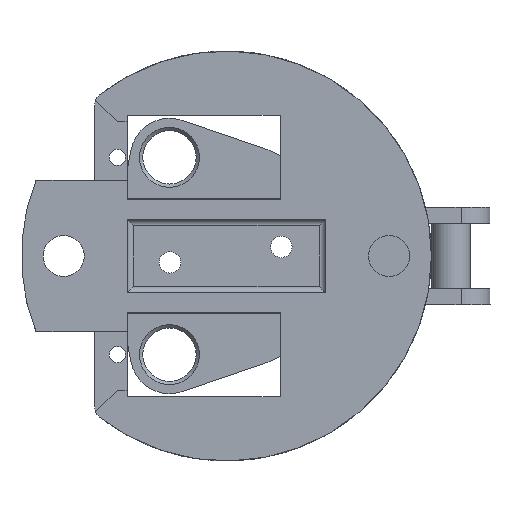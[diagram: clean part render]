
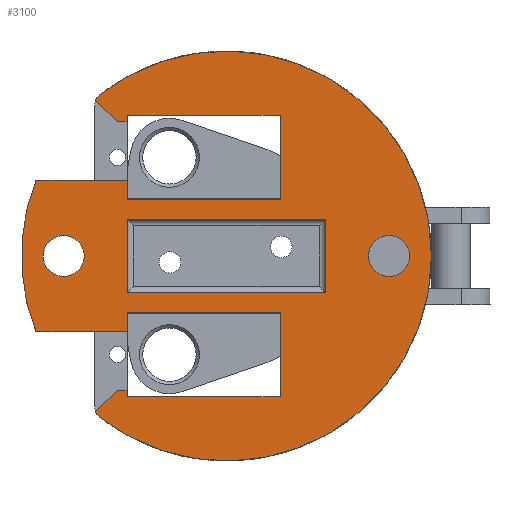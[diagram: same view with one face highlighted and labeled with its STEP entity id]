
A CAD part, front view. The second image highlights one B-rep face of the part: STEP entity #3100.
In plain terms, the highlighted planar face has unit normal (0, -1, 0).
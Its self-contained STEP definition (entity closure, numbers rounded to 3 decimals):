
#74=FACE_BOUND('',#367,.T.);
#75=FACE_BOUND('',#368,.T.);
#76=FACE_BOUND('',#369,.T.);
#109=PLANE('',#3306);
#203=FACE_OUTER_BOUND('',#366,.T.);
#366=EDGE_LOOP('',(#2114,#2115,#2116,#2117,#2118,#2119,#2120,#2121,#2122,
#2123,#2124,#2125,#2126,#2127,#2128,#2129,#2130,#2131,#2132,#2133));
#367=EDGE_LOOP('',(#2134));
#368=EDGE_LOOP('',(#2135));
#369=EDGE_LOOP('',(#2136,#2137,#2138,#2139));
#564=LINE('',#4535,#893);
#565=LINE('',#4537,#894);
#566=LINE('',#4539,#895);
#567=LINE('',#4541,#896);
#568=LINE('',#4543,#897);
#569=LINE('',#4545,#898);
#570=LINE('',#4547,#899);
#571=LINE('',#4549,#900);
#572=LINE('',#4553,#901);
#573=LINE('',#4555,#902);
#574=LINE('',#4557,#903);
#575=LINE('',#4559,#904);
#576=LINE('',#4561,#905);
#577=LINE('',#4563,#906);
#578=LINE('',#4565,#907);
#579=LINE('',#4566,#908);
#580=LINE('',#4569,#909);
#581=LINE('',#4571,#910);
#582=LINE('',#4573,#911);
#583=LINE('',#4574,#912);
#893=VECTOR('',#3619,10.);
#894=VECTOR('',#3620,10.);
#895=VECTOR('',#3621,10.);
#896=VECTOR('',#3622,10.);
#897=VECTOR('',#3623,10.);
#898=VECTOR('',#3624,10.);
#899=VECTOR('',#3625,10.);
#900=VECTOR('',#3626,10.);
#901=VECTOR('',#3629,10.);
#902=VECTOR('',#3630,10.);
#903=VECTOR('',#3631,10.);
#904=VECTOR('',#3632,10.);
#905=VECTOR('',#3633,10.);
#906=VECTOR('',#3634,10.);
#907=VECTOR('',#3635,10.);
#908=VECTOR('',#3636,10.);
#909=VECTOR('',#3637,10.);
#910=VECTOR('',#3638,10.);
#911=VECTOR('',#3639,10.);
#912=VECTOR('',#3640,10.);
#1220=CIRCLE('',#3301,3.15);
#1222=CIRCLE('',#3304,3.15);
#1224=CIRCLE('',#3307,2.);
#1225=CIRCLE('',#3308,31.5);
#1226=CIRCLE('',#3309,2.);
#1227=CIRCLE('',#3310,31.5);
#1336=VERTEX_POINT('',#4515);
#1338=VERTEX_POINT('',#4521);
#1340=VERTEX_POINT('',#4527);
#1341=VERTEX_POINT('',#4528);
#1342=VERTEX_POINT('',#4530);
#1343=VERTEX_POINT('',#4532);
#1344=VERTEX_POINT('',#4534);
#1345=VERTEX_POINT('',#4536);
#1346=VERTEX_POINT('',#4538);
#1347=VERTEX_POINT('',#4540);
#1348=VERTEX_POINT('',#4542);
#1349=VERTEX_POINT('',#4544);
#1350=VERTEX_POINT('',#4546);
#1351=VERTEX_POINT('',#4548);
#1352=VERTEX_POINT('',#4550);
#1353=VERTEX_POINT('',#4552);
#1354=VERTEX_POINT('',#4554);
#1355=VERTEX_POINT('',#4556);
#1356=VERTEX_POINT('',#4558);
#1357=VERTEX_POINT('',#4560);
#1358=VERTEX_POINT('',#4562);
#1359=VERTEX_POINT('',#4564);
#1360=VERTEX_POINT('',#4567);
#1361=VERTEX_POINT('',#4568);
#1362=VERTEX_POINT('',#4570);
#1363=VERTEX_POINT('',#4572);
#1639=EDGE_CURVE('',#1336,#1336,#1220,.T.);
#1642=EDGE_CURVE('',#1338,#1338,#1222,.T.);
#1645=EDGE_CURVE('',#1340,#1341,#1224,.T.);
#1646=EDGE_CURVE('',#1341,#1342,#1225,.T.);
#1647=EDGE_CURVE('',#1342,#1343,#1226,.T.);
#1648=EDGE_CURVE('',#1343,#1344,#564,.T.);
#1649=EDGE_CURVE('',#1344,#1345,#565,.T.);
#1650=EDGE_CURVE('',#1345,#1346,#566,.T.);
#1651=EDGE_CURVE('',#1346,#1347,#567,.T.);
#1652=EDGE_CURVE('',#1347,#1348,#568,.T.);
#1653=EDGE_CURVE('',#1348,#1349,#569,.T.);
#1654=EDGE_CURVE('',#1349,#1350,#570,.T.);
#1655=EDGE_CURVE('',#1350,#1351,#571,.T.);
#1656=EDGE_CURVE('',#1351,#1352,#1227,.T.);
#1657=EDGE_CURVE('',#1352,#1353,#572,.T.);
#1658=EDGE_CURVE('',#1353,#1354,#573,.T.);
#1659=EDGE_CURVE('',#1354,#1355,#574,.T.);
#1660=EDGE_CURVE('',#1355,#1356,#575,.T.);
#1661=EDGE_CURVE('',#1356,#1357,#576,.T.);
#1662=EDGE_CURVE('',#1357,#1358,#577,.T.);
#1663=EDGE_CURVE('',#1358,#1359,#578,.T.);
#1664=EDGE_CURVE('',#1359,#1340,#579,.T.);
#1665=EDGE_CURVE('',#1360,#1361,#580,.T.);
#1666=EDGE_CURVE('',#1361,#1362,#581,.T.);
#1667=EDGE_CURVE('',#1362,#1363,#582,.T.);
#1668=EDGE_CURVE('',#1363,#1360,#583,.T.);
#2114=ORIENTED_EDGE('',*,*,#1645,.T.);
#2115=ORIENTED_EDGE('',*,*,#1646,.T.);
#2116=ORIENTED_EDGE('',*,*,#1647,.T.);
#2117=ORIENTED_EDGE('',*,*,#1648,.T.);
#2118=ORIENTED_EDGE('',*,*,#1649,.T.);
#2119=ORIENTED_EDGE('',*,*,#1650,.T.);
#2120=ORIENTED_EDGE('',*,*,#1651,.T.);
#2121=ORIENTED_EDGE('',*,*,#1652,.T.);
#2122=ORIENTED_EDGE('',*,*,#1653,.T.);
#2123=ORIENTED_EDGE('',*,*,#1654,.T.);
#2124=ORIENTED_EDGE('',*,*,#1655,.T.);
#2125=ORIENTED_EDGE('',*,*,#1656,.T.);
#2126=ORIENTED_EDGE('',*,*,#1657,.T.);
#2127=ORIENTED_EDGE('',*,*,#1658,.T.);
#2128=ORIENTED_EDGE('',*,*,#1659,.T.);
#2129=ORIENTED_EDGE('',*,*,#1660,.T.);
#2130=ORIENTED_EDGE('',*,*,#1661,.T.);
#2131=ORIENTED_EDGE('',*,*,#1662,.T.);
#2132=ORIENTED_EDGE('',*,*,#1663,.T.);
#2133=ORIENTED_EDGE('',*,*,#1664,.T.);
#2134=ORIENTED_EDGE('',*,*,#1639,.T.);
#2135=ORIENTED_EDGE('',*,*,#1642,.T.);
#2136=ORIENTED_EDGE('',*,*,#1665,.T.);
#2137=ORIENTED_EDGE('',*,*,#1666,.T.);
#2138=ORIENTED_EDGE('',*,*,#1667,.T.);
#2139=ORIENTED_EDGE('',*,*,#1668,.T.);
#3100=ADVANCED_FACE('',(#203,#74,#75,#76),#109,.T.);
#3301=AXIS2_PLACEMENT_3D('',#4516,#3599,#3600);
#3304=AXIS2_PLACEMENT_3D('',#4522,#3606,#3607);
#3306=AXIS2_PLACEMENT_3D('',#4526,#3611,#3612);
#3307=AXIS2_PLACEMENT_3D('',#4529,#3613,#3614);
#3308=AXIS2_PLACEMENT_3D('',#4531,#3615,#3616);
#3309=AXIS2_PLACEMENT_3D('',#4533,#3617,#3618);
#3310=AXIS2_PLACEMENT_3D('',#4551,#3627,#3628);
#3599=DIRECTION('center_axis',(0.,1.,0.));
#3600=DIRECTION('ref_axis',(1.,0.,0.));
#3606=DIRECTION('center_axis',(0.,1.,0.));
#3607=DIRECTION('ref_axis',(1.,0.,0.));
#3611=DIRECTION('center_axis',(0.,-1.,0.));
#3612=DIRECTION('ref_axis',(-1.,0.,0.));
#3613=DIRECTION('center_axis',(0.,-1.,0.));
#3614=DIRECTION('ref_axis',(-0.9,0.,-0.437));
#3615=DIRECTION('center_axis',(0.,-1.,0.));
#3616=DIRECTION('ref_axis',(-1.,0.,0.));
#3617=DIRECTION('center_axis',(0.,-1.,0.));
#3618=DIRECTION('ref_axis',(-0.9,0.,0.437));
#3619=DIRECTION('',(0.707,0.,-0.707));
#3620=DIRECTION('',(1.,0.,0.));
#3621=DIRECTION('',(0.,0.,1.));
#3622=DIRECTION('',(1.,0.,0.));
#3623=DIRECTION('',(0.,0.,-1.));
#3624=DIRECTION('',(-1.,0.,0.));
#3625=DIRECTION('',(0.,0.,1.));
#3626=DIRECTION('',(-1.,0.,0.));
#3627=DIRECTION('center_axis',(0.,-1.,0.));
#3628=DIRECTION('ref_axis',(-1.,0.,0.));
#3629=DIRECTION('',(1.,0.,0.));
#3630=DIRECTION('',(0.,0.,1.));
#3631=DIRECTION('',(1.,0.,0.));
#3632=DIRECTION('',(0.,0.,-1.));
#3633=DIRECTION('',(-1.,0.,0.));
#3634=DIRECTION('',(0.,0.,1.));
#3635=DIRECTION('',(-1.,0.,0.));
#3636=DIRECTION('',(-0.707,0.,-0.707));
#3637=DIRECTION('',(-1.,0.,0.));
#3638=DIRECTION('',(0.,0.,1.));
#3639=DIRECTION('',(1.,0.,0.));
#3640=DIRECTION('',(0.,0.,-1.));
#4515=CARTESIAN_POINT('',(-28.15,-44.5,0.));
#4516=CARTESIAN_POINT('Origin',(-25.,-44.5,0.));
#4521=CARTESIAN_POINT('',(21.85,-44.5,0.));
#4522=CARTESIAN_POINT('Origin',(25.,-44.5,0.));
#4526=CARTESIAN_POINT('Origin',(0.,-44.5,0.));
#4527=CARTESIAN_POINT('',(-20.088,-44.5,-23.966));
#4528=CARTESIAN_POINT('',(-19.487,-44.5,-24.749));
#4529=CARTESIAN_POINT('Origin',(-18.25,-44.5,-23.177));
#4530=CARTESIAN_POINT('',(-19.487,-44.5,24.749));
#4531=CARTESIAN_POINT('Origin',(0.,-44.5,0.));
#4532=CARTESIAN_POINT('',(-20.088,-44.5,23.966));
#4533=CARTESIAN_POINT('Origin',(-18.25,-44.5,23.177));
#4534=CARTESIAN_POINT('',(-16.777,-44.5,20.655));
#4535=CARTESIAN_POINT('',(-8.287,-44.5,12.166));
#4536=CARTESIAN_POINT('',(-15.25,-44.5,20.655));
#4537=CARTESIAN_POINT('',(-7.625,-44.5,20.655));
#4538=CARTESIAN_POINT('',(-15.25,-44.5,21.655));
#4539=CARTESIAN_POINT('',(-15.25,-44.5,10.828));
#4540=CARTESIAN_POINT('',(8.25,-44.5,21.655));
#4541=CARTESIAN_POINT('',(4.125,-44.5,21.655));
#4542=CARTESIAN_POINT('',(8.25,-44.5,8.655));
#4543=CARTESIAN_POINT('',(8.25,-44.5,4.328));
#4544=CARTESIAN_POINT('',(-15.25,-44.5,8.655));
#4545=CARTESIAN_POINT('',(-7.625,-44.5,8.655));
#4546=CARTESIAN_POINT('',(-15.25,-44.5,11.655));
#4547=CARTESIAN_POINT('',(-15.25,-44.5,10.828));
#4548=CARTESIAN_POINT('',(-29.264,-44.5,11.655));
#4549=CARTESIAN_POINT('',(-14.632,-44.5,11.655));
#4550=CARTESIAN_POINT('',(-29.264,-44.5,-11.655));
#4551=CARTESIAN_POINT('Origin',(0.,-44.5,0.));
#4552=CARTESIAN_POINT('',(-15.25,-44.5,-11.655));
#4553=CARTESIAN_POINT('',(-14.632,-44.5,-11.655));
#4554=CARTESIAN_POINT('',(-15.25,-44.5,-8.655));
#4555=CARTESIAN_POINT('',(-15.25,-44.5,-10.828));
#4556=CARTESIAN_POINT('',(8.25,-44.5,-8.655));
#4557=CARTESIAN_POINT('',(-7.625,-44.5,-8.655));
#4558=CARTESIAN_POINT('',(8.25,-44.5,-21.655));
#4559=CARTESIAN_POINT('',(8.25,-44.5,-4.328));
#4560=CARTESIAN_POINT('',(-15.25,-44.5,-21.655));
#4561=CARTESIAN_POINT('',(4.125,-44.5,-21.655));
#4562=CARTESIAN_POINT('',(-15.25,-44.5,-20.655));
#4563=CARTESIAN_POINT('',(-15.25,-44.5,-10.828));
#4564=CARTESIAN_POINT('',(-16.777,-44.5,-20.655));
#4565=CARTESIAN_POINT('',(-7.625,-44.5,-20.655));
#4566=CARTESIAN_POINT('',(-8.287,-44.5,-12.166));
#4567=CARTESIAN_POINT('',(15.25,-44.5,-5.655));
#4568=CARTESIAN_POINT('',(-15.25,-44.5,-5.655));
#4569=CARTESIAN_POINT('',(7.625,-44.5,-5.655));
#4570=CARTESIAN_POINT('',(-15.25,-44.5,5.655));
#4571=CARTESIAN_POINT('',(-15.25,-44.5,-2.828));
#4572=CARTESIAN_POINT('',(15.25,-44.5,5.655));
#4573=CARTESIAN_POINT('',(-7.625,-44.5,5.655));
#4574=CARTESIAN_POINT('',(15.25,-44.5,2.828));
